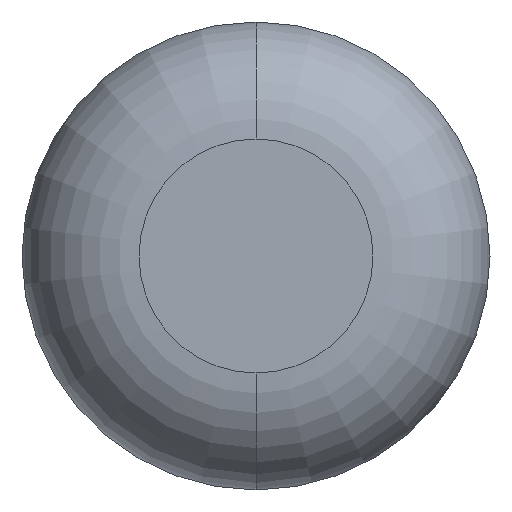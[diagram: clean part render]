
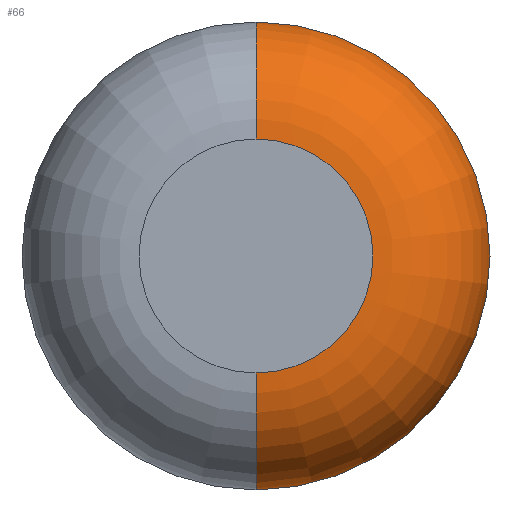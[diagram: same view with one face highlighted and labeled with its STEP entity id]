
A CAD part, front view. The second image highlights one B-rep face of the part: STEP entity #66.
In plain terms, the highlighted toroidal (fillet/blend) face has major radius 6.35 mm and minor radius 6.35 mm.
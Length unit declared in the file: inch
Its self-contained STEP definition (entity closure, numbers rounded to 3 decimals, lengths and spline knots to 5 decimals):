
#11 = VERTEX_POINT ( 'NONE', #53 ) ;
#19 = AXIS2_PLACEMENT_3D ( 'NONE', #345, #215, #470 ) ;
#44 = CARTESIAN_POINT ( 'NONE',  ( 0., 0.25, 0. ) ) ;
#48 = DIRECTION ( 'NONE',  ( 0., -1., 0. ) ) ;
#51 = DIRECTION ( 'NONE',  ( 0., 0., 1. ) ) ;
#53 = CARTESIAN_POINT ( 'NONE',  ( 0., 0.25, -0.5 ) ) ;
#66 = ADVANCED_FACE ( 'NONE', ( #323 ), #409, .T. ) ;
#111 = CARTESIAN_POINT ( 'NONE',  ( 0., 0.25, 0. ) ) ;
#122 = ORIENTED_EDGE ( 'NONE', *, *, #130, .T. ) ;
#130 = EDGE_CURVE ( 'NONE', #240, #443, #380, .T. ) ;
#136 = AXIS2_PLACEMENT_3D ( 'NONE', #44, #48, #504 ) ;
#137 = CARTESIAN_POINT ( 'NONE',  ( 0., 0., 0.25 ) ) ;
#147 = CARTESIAN_POINT ( 'NONE',  ( 0., 0., 0. ) ) ;
#162 = ORIENTED_EDGE ( 'NONE', *, *, #549, .F. ) ;
#163 = CARTESIAN_POINT ( 'NONE',  ( 0., 0.25, 0.5 ) ) ;
#186 = DIRECTION ( 'NONE',  ( 0., 0., -1. ) ) ;
#211 = AXIS2_PLACEMENT_3D ( 'NONE', #477, #433, #51 ) ;
#215 = DIRECTION ( 'NONE',  ( 1., 0., 0. ) ) ;
#219 = CIRCLE ( 'NONE', #136, 0.5 ) ;
#221 = VERTEX_POINT ( 'NONE', #423 ) ;
#226 = ORIENTED_EDGE ( 'NONE', *, *, #321, .F. ) ;
#240 = VERTEX_POINT ( 'NONE', #163 ) ;
#293 = CIRCLE ( 'NONE', #472, 0.25 ) ;
#321 = EDGE_CURVE ( 'NONE', #221, #443, #293, .T. ) ;
#323 = FACE_OUTER_BOUND ( 'NONE', #493, .T. ) ;
#345 = CARTESIAN_POINT ( 'NONE',  ( 0., 0.25, 0.25 ) ) ;
#380 = CIRCLE ( 'NONE', #19, 0.25 ) ;
#392 = AXIS2_PLACEMENT_3D ( 'NONE', #111, #414, #498 ) ;
#395 = DIRECTION ( 'NONE',  ( 0., -1., 0. ) ) ;
#409 = TOROIDAL_SURFACE ( 'NONE', #392, 0.25, 0.25 ) ;
#414 = DIRECTION ( 'NONE',  ( 0., -1., 0. ) ) ;
#422 = ORIENTED_EDGE ( 'NONE', *, *, #482, .T. ) ;
#423 = CARTESIAN_POINT ( 'NONE',  ( 0., 0., -0.25 ) ) ;
#433 = DIRECTION ( 'NONE',  ( -1., 0., 0. ) ) ;
#443 = VERTEX_POINT ( 'NONE', #137 ) ;
#470 = DIRECTION ( 'NONE',  ( 0., 0., -1. ) ) ;
#472 = AXIS2_PLACEMENT_3D ( 'NONE', #147, #395, #186 ) ;
#477 = CARTESIAN_POINT ( 'NONE',  ( 0., 0.25, -0.25 ) ) ;
#482 = EDGE_CURVE ( 'NONE', #11, #240, #219, .T. ) ;
#493 = EDGE_LOOP ( 'NONE', ( #422, #122, #226, #162 ) ) ;
#498 = DIRECTION ( 'NONE',  ( 0., 0., -1. ) ) ;
#504 = DIRECTION ( 'NONE',  ( 0., 0., -1. ) ) ;
#537 = CIRCLE ( 'NONE', #211, 0.25 ) ;
#549 = EDGE_CURVE ( 'NONE', #11, #221, #537, .T. ) ;
